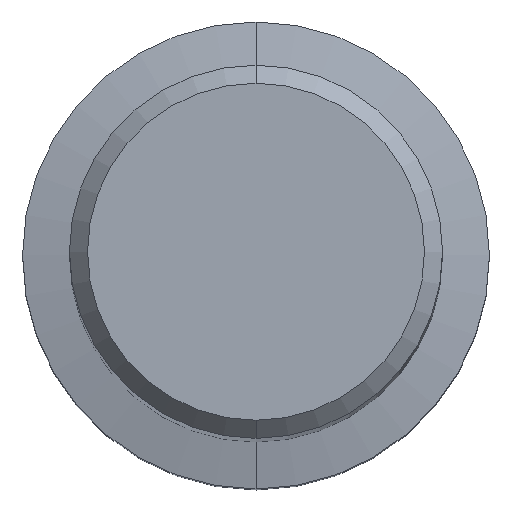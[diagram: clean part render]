
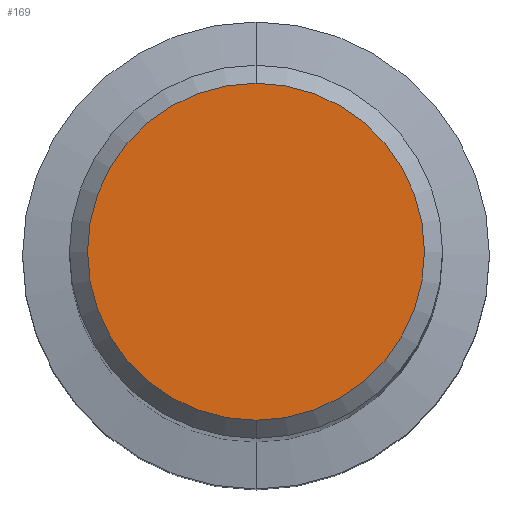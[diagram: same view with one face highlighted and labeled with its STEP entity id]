
A CAD part, top view. The second image highlights one B-rep face of the part: STEP entity #169.
In plain terms, the highlighted planar face has unit normal (0, 0, 1).
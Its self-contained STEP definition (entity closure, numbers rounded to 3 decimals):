
#169=ADVANCED_FACE('',(#377),#378,.T.);
#173=EDGE_CURVE('',#301,#197,#382,.T.);
#197=VERTEX_POINT('',#407);
#255=EDGE_CURVE('',#197,#301,#474,.T.);
#301=VERTEX_POINT('',#524);
#377=FACE_OUTER_BOUND('',#605,.T.);
#378=PLANE('',#606);
#382=CIRCLE('',#611,7.45);
#407=CARTESIAN_POINT('',(0.,-7.45,0.0));
#474=CIRCLE('',#730,7.45);
#524=CARTESIAN_POINT('',(0.0,7.45,0.0));
#605=EDGE_LOOP('',(#887,#888));
#606=AXIS2_PLACEMENT_3D('',#889,#890,#891);
#611=AXIS2_PLACEMENT_3D('',#892,#893,#894);
#730=AXIS2_PLACEMENT_3D('',#1010,#1011,#1012);
#887=ORIENTED_EDGE('',*,*,#173,.F.);
#888=ORIENTED_EDGE('',*,*,#255,.F.);
#889=CARTESIAN_POINT('',(0.0,3.725,0.0));
#890=DIRECTION('',(-0.0,0.0,1.0));
#891=DIRECTION('',(0.0,-1.0,0.0));
#892=CARTESIAN_POINT('',(0.0,0.0,0.0));
#893=DIRECTION('',(0.0,0.0,-1.0));
#894=DIRECTION('',(0.0,1.0,0.0));
#1010=CARTESIAN_POINT('',(0.0,0.0,0.0));
#1011=DIRECTION('',(0.0,0.0,-1.0));
#1012=DIRECTION('',(0.0,1.0,0.0));
